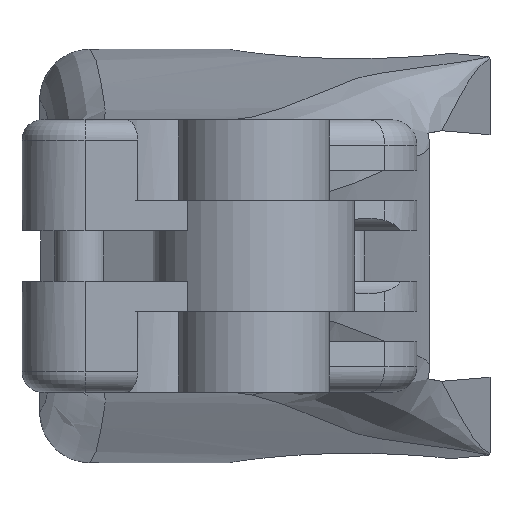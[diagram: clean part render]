
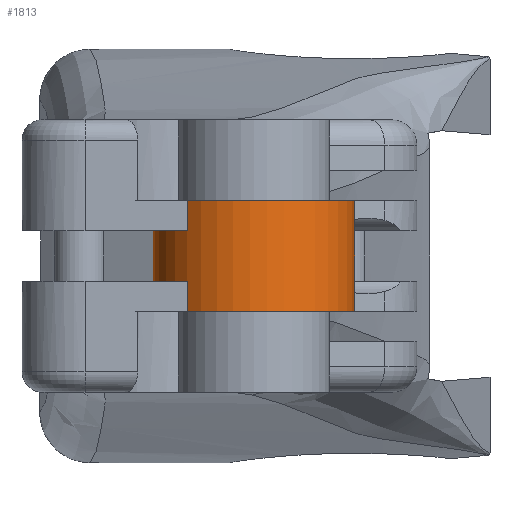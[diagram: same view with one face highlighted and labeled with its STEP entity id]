
A CAD part, left-side view. The second image highlights one B-rep face of the part: STEP entity #1813.
In plain terms, the highlighted cylindrical face has radius 4 mm (diameter 8 mm), a partial arc.
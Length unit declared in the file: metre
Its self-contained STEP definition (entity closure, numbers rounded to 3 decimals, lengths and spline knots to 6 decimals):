
#37=CYLINDRICAL_SURFACE('',#1956,0.004);
#84=CIRCLE('',#1929,0.004);
#85=CIRCLE('',#1933,0.004);
#100=CIRCLE('',#1957,0.004);
#101=CIRCLE('',#1958,0.004);
#102=CIRCLE('',#1959,0.004);
#103=CIRCLE('',#1960,0.004);
#434=ORIENTED_EDGE('',*,*,#964,.T.);
#435=ORIENTED_EDGE('',*,*,#965,.F.);
#436=ORIENTED_EDGE('',*,*,#908,.T.);
#437=ORIENTED_EDGE('',*,*,#966,.T.);
#438=ORIENTED_EDGE('',*,*,#967,.T.);
#439=ORIENTED_EDGE('',*,*,#968,.F.);
#440=ORIENTED_EDGE('',*,*,#969,.T.);
#441=ORIENTED_EDGE('',*,*,#970,.F.);
#442=ORIENTED_EDGE('',*,*,#971,.F.);
#443=ORIENTED_EDGE('',*,*,#972,.T.);
#444=ORIENTED_EDGE('',*,*,#973,.F.);
#445=ORIENTED_EDGE('',*,*,#935,.F.);
#446=ORIENTED_EDGE('',*,*,#920,.F.);
#908=EDGE_CURVE('',#1173,#1172,#84,.T.);
#920=EDGE_CURVE('',#1182,#1183,#85,.T.);
#935=EDGE_CURVE('',#1183,#1195,#1336,.T.);
#964=EDGE_CURVE('',#1182,#1186,#1350,.T.);
#965=EDGE_CURVE('',#1173,#1186,#1351,.T.);
#966=EDGE_CURVE('',#1172,#1217,#1352,.T.);
#967=EDGE_CURVE('',#1217,#1218,#100,.T.);
#968=EDGE_CURVE('',#1219,#1218,#1353,.T.);
#969=EDGE_CURVE('',#1219,#1220,#101,.T.);
#970=EDGE_CURVE('',#1221,#1220,#1354,.T.);
#971=EDGE_CURVE('',#1222,#1221,#102,.T.);
#972=EDGE_CURVE('',#1222,#1223,#1355,.T.);
#973=EDGE_CURVE('',#1195,#1223,#103,.T.);
#1172=VERTEX_POINT('',#3023);
#1173=VERTEX_POINT('',#3025);
#1182=VERTEX_POINT('',#3047);
#1183=VERTEX_POINT('',#3049);
#1186=VERTEX_POINT('',#3061);
#1195=VERTEX_POINT('',#3117);
#1217=VERTEX_POINT('',#3232);
#1218=VERTEX_POINT('',#3234);
#1219=VERTEX_POINT('',#3236);
#1220=VERTEX_POINT('',#3238);
#1221=VERTEX_POINT('',#3240);
#1222=VERTEX_POINT('',#3242);
#1223=VERTEX_POINT('',#3244);
#1336=LINE('',#3116,#1453);
#1350=LINE('',#3229,#1467);
#1351=LINE('',#3230,#1468);
#1352=LINE('',#3231,#1469);
#1353=LINE('',#3235,#1470);
#1354=LINE('',#3239,#1471);
#1355=LINE('',#3243,#1472);
#1453=VECTOR('',#2196,1.);
#1467=VECTOR('',#2238,1.);
#1468=VECTOR('',#2239,1.);
#1469=VECTOR('',#2240,1.);
#1470=VECTOR('',#2243,1.);
#1471=VECTOR('',#2246,1.);
#1472=VECTOR('',#2249,1.);
#1548=EDGE_LOOP('',(#434,#435,#436,#437,#438,#439,#440,#441,#442,#443,#444,
#445,#446));
#1681=FACE_BOUND('',#1548,.T.);
#1813=ADVANCED_FACE('',(#1681),#37,.T.);
#1929=AXIS2_PLACEMENT_3D('',#3024,#2155,#2156);
#1933=AXIS2_PLACEMENT_3D('',#3048,#2173,#2174);
#1956=AXIS2_PLACEMENT_3D('',#3228,#2236,#2237);
#1957=AXIS2_PLACEMENT_3D('',#3233,#2241,#2242);
#1958=AXIS2_PLACEMENT_3D('',#3237,#2244,#2245);
#1959=AXIS2_PLACEMENT_3D('',#3241,#2247,#2248);
#1960=AXIS2_PLACEMENT_3D('',#3245,#2250,#2251);
#2155=DIRECTION('',(0.,0.,-1.));
#2156=DIRECTION('',(1.,0.,0.));
#2173=DIRECTION('',(0.,0.,-1.));
#2174=DIRECTION('',(1.,0.,0.));
#2196=DIRECTION('',(0.,0.,-1.));
#2236=DIRECTION('',(0.,0.,-1.));
#2237=DIRECTION('',(-1.,0.,0.));
#2238=DIRECTION('',(0.,0.,1.));
#2239=DIRECTION('',(0.,0.,-1.));
#2240=DIRECTION('',(0.,0.,1.));
#2241=DIRECTION('',(0.,0.,-1.));
#2242=DIRECTION('',(-1.,0.,0.));
#2243=DIRECTION('',(0.,0.,1.));
#2244=DIRECTION('',(0.,0.,-1.));
#2245=DIRECTION('',(-1.,0.,0.));
#2246=DIRECTION('',(0.,0.,1.));
#2247=DIRECTION('',(0.,0.,-1.));
#2248=DIRECTION('',(-1.,0.,0.));
#2249=DIRECTION('',(0.,0.,-1.));
#2250=DIRECTION('',(0.,0.,-1.));
#2251=DIRECTION('',(-1.,0.,0.));
#3023=CARTESIAN_POINT('',(-0.016968,-0.002287,0.0064));
#3024=CARTESIAN_POINT('',(-0.02025,0.,0.0064));
#3025=CARTESIAN_POINT('',(-0.01625,0.,0.0064));
#3047=CARTESIAN_POINT('',(-0.01625,0.,0.0044));
#3048=CARTESIAN_POINT('',(-0.02025,0.,0.0044));
#3049=CARTESIAN_POINT('',(-0.016968,-0.002287,0.0044));
#3061=CARTESIAN_POINT('',(-0.01625,0.,0.0054));
#3116=CARTESIAN_POINT('',(-0.016968,-0.002287,0.0054));
#3117=CARTESIAN_POINT('',(-0.016968,-0.002287,0.0032));
#3228=CARTESIAN_POINT('',(-0.02025,0.,0.0054));
#3229=CARTESIAN_POINT('',(-0.01625,0.,0.0044));
#3230=CARTESIAN_POINT('',(-0.01625,0.,0.0064));
#3231=CARTESIAN_POINT('',(-0.016968,-0.002287,0.0054));
#3232=CARTESIAN_POINT('',(-0.016968,-0.002287,0.0076));
#3233=CARTESIAN_POINT('',(-0.02025,0.,0.0076));
#3234=CARTESIAN_POINT('',(-0.02325,0.002646,0.0076));
#3235=CARTESIAN_POINT('',(-0.02325,0.002646,0.0054));
#3236=CARTESIAN_POINT('',(-0.02325,0.002646,0.0064));
#3237=CARTESIAN_POINT('',(-0.02025,0.,0.0064));
#3238=CARTESIAN_POINT('',(-0.02025,0.004,0.0064));
#3239=CARTESIAN_POINT('',(-0.02025,0.004,0.0044));
#3240=CARTESIAN_POINT('',(-0.02025,0.004,0.0044));
#3241=CARTESIAN_POINT('',(-0.02025,0.,0.0044));
#3242=CARTESIAN_POINT('',(-0.02325,0.002646,0.0044));
#3243=CARTESIAN_POINT('',(-0.02325,0.002646,0.0054));
#3244=CARTESIAN_POINT('',(-0.02325,0.002646,0.0032));
#3245=CARTESIAN_POINT('',(-0.02025,0.,0.0032));
